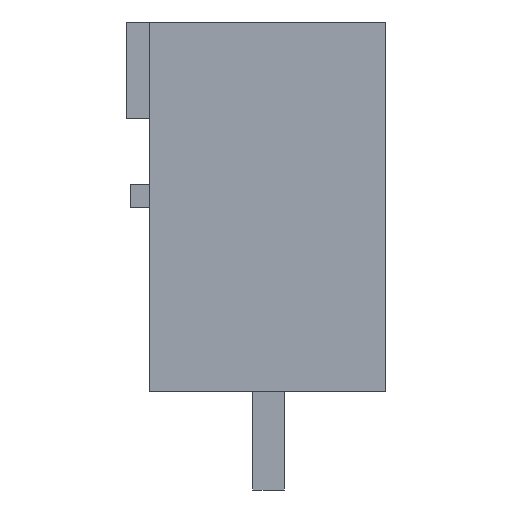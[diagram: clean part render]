
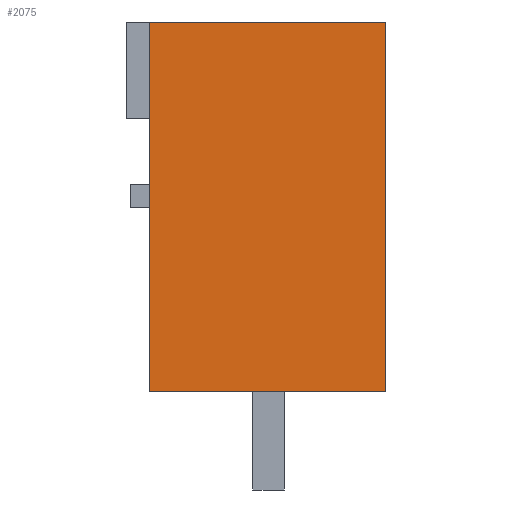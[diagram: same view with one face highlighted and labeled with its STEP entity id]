
A CAD part, left-side view. The second image highlights one B-rep face of the part: STEP entity #2075.
In plain terms, the highlighted planar face has unit normal (-1, 0, 0).
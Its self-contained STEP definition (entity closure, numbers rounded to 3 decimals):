
#2062=AXIS2_PLACEMENT_3D('Plane Axis2P3D',#2059,#2060,#2061) ;
#89=CARTESIAN_POINT('Vertex',(0.,0.,15.2)) ;
#124=CARTESIAN_POINT('Vertex',(0.,7.68,15.2)) ;
#127=CARTESIAN_POINT('Line Origine',(0.,3.84,15.2)) ;
#1247=CARTESIAN_POINT('Line Origine',(0.,0.,9.2)) ;
#1251=CARTESIAN_POINT('Vertex',(0.,0.,3.2)) ;
#1435=CARTESIAN_POINT('Vertex',(0.,7.68,3.2)) ;
#1438=CARTESIAN_POINT('Line Origine',(0.,7.68,9.2)) ;
#2059=CARTESIAN_POINT('Axis2P3D Location',(0.,-1.133,15.2)) ;
#2064=CARTESIAN_POINT('Line Origine',(0.,3.84,3.2)) ;
#128=DIRECTION('Vector Direction',(0.,1.,0.)) ;
#1248=DIRECTION('Vector Direction',(0.,0.,-1.)) ;
#1439=DIRECTION('Vector Direction',(0.,0.,-1.)) ;
#2060=DIRECTION('Axis2P3D Direction',(-1.,0.,0.)) ;
#2061=DIRECTION('Axis2P3D XDirection',(0.,1.,0.)) ;
#2065=DIRECTION('Vector Direction',(0.,1.,0.)) ;
#129=VECTOR('Line Direction',#128,1.) ;
#1249=VECTOR('Line Direction',#1248,1.) ;
#1440=VECTOR('Line Direction',#1439,1.) ;
#2066=VECTOR('Line Direction',#2065,1.) ;
#2070=ORIENTED_EDGE('',*,*,#131,.T.) ;
#2071=ORIENTED_EDGE('',*,*,#1442,.T.) ;
#2072=ORIENTED_EDGE('',*,*,#2068,.F.) ;
#2073=ORIENTED_EDGE('',*,*,#1253,.F.) ;
#2075=ADVANCED_FACE('Body',(#2074),#2063,.T.) ;
#131=EDGE_CURVE('',#90,#125,#130,.T.) ;
#1253=EDGE_CURVE('',#90,#1252,#1250,.T.) ;
#1442=EDGE_CURVE('',#125,#1436,#1441,.T.) ;
#2068=EDGE_CURVE('',#1252,#1436,#2067,.T.) ;
#2069=EDGE_LOOP('',(#2070,#2071,#2072,#2073)) ;
#2074=FACE_OUTER_BOUND('',#2069,.T.) ;
#130=LINE('Line',#127,#129) ;
#1250=LINE('Line',#1247,#1249) ;
#1441=LINE('Line',#1438,#1440) ;
#2067=LINE('Line',#2064,#2066) ;
#2063=PLANE('',#2062) ;
#90=VERTEX_POINT('',#89) ;
#125=VERTEX_POINT('',#124) ;
#1252=VERTEX_POINT('',#1251) ;
#1436=VERTEX_POINT('',#1435) ;
